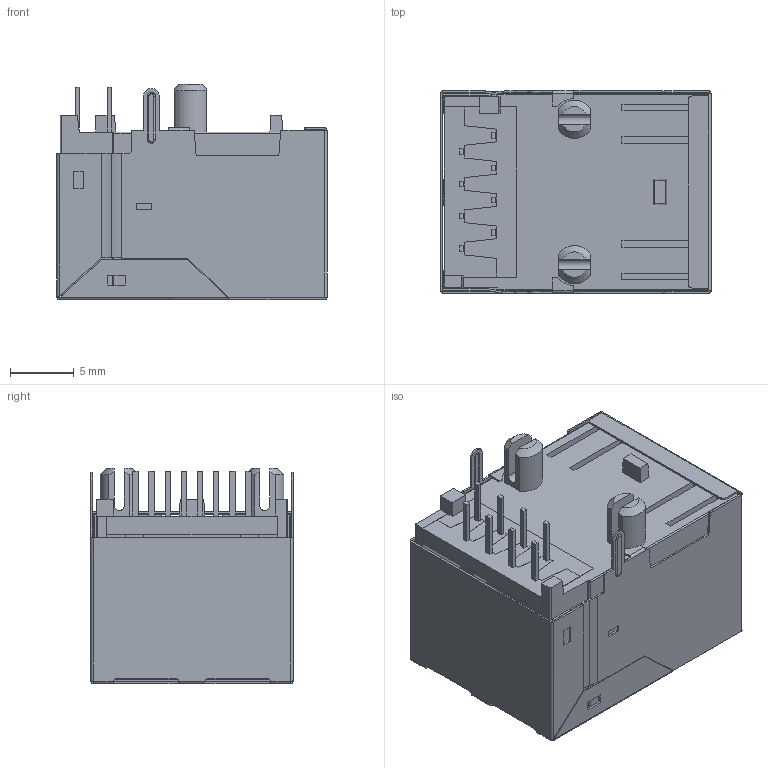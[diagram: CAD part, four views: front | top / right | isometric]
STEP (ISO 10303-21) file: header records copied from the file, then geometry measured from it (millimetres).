
FILE_DESCRIPTION(/* description */ ('Unknown'),/* implementation_level */ '2;1');
FILE_NAME(/* name */ '74980100001',/* time_stamp */ '2022-08-16T11:33:50+02:00',/* author */ ('Unknown'),/* organization */ ('Unknown'),/* preprocessor_version */ 'ST-DEVELOPER v16.7',/* originating_system */ 'Solid Edge',/* authorisation */ 'Unknown');
FILE_SCHEMA (('AUTOMOTIVE_DESIGN {1 0 10303 214 3 1 1}'));
Length unit declared in the file: millimetre
Products named in the file (5): 7498010000; Shielding_oa_0; Insulator 3; Insulator 2; Insulator 1
Assembly tree (4 placements, depth 2):
  7498010000
    Shielding_oa_0
    Insulator 3
    Insulator 2
    Insulator 1
Bounding box: 21.25 x 16.02 x 16.93 mm (x, y, z)
Volume: 2186.7 mm3; surface area: 6617.3 mm2
Topology: 12 solids, 12 shells, 751 faces, 1973 edges, 1261 vertices
Faces by surface type: plane 550, cylinder 118, bspline 63, torus 10, sphere 6, cone 4
Entity records: 26920 total; most frequent: CARTESIAN_POINT 7122, ORIENTED_EDGE 3904, DIRECTION 3242, EDGE_CURVE 1952, LINE 1360, VECTOR 1360, VERTEX_POINT 1261, AXIS2_PLACEMENT_3D 941
